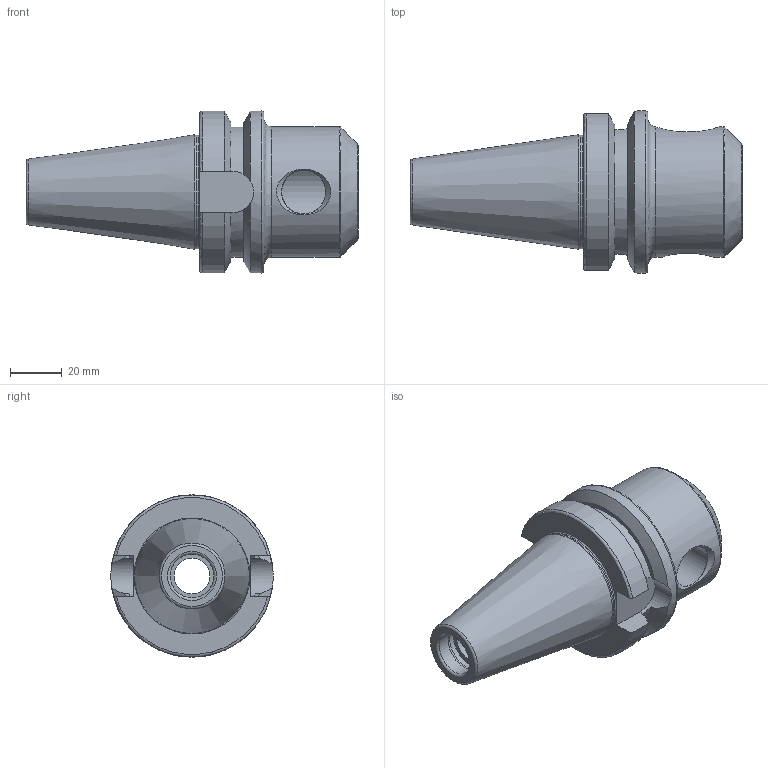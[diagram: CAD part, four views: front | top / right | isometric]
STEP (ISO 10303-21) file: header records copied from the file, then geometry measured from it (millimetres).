
FILE_DESCRIPTION(/* description */ (''),/* implementation_level */ '2;1');
FILE_NAME(/* name */ 'AH214.stp',/* time_stamp */ '2020-07-23T08:53:41+09:00',/* author */ ('eos'),/* organization */ (''),/* preprocessor_version */ 'ST-DEVELOPER v18',/* originating_system */ 'Autodesk Inventor 2020',/* authorisation */ '');
FILE_SCHEMA (('AUTOMOTIVE_DESIGN { 1 0 10303 214 3 1 1 }'));
Length unit declared in the file: millimetre
Products named in the file (1): BT40
Bounding box: 128.9 x 63 x 63 mm (x, y, z)
Volume: 156344.6 mm3; surface area: 31858.8 mm2
Topology: 1 solids, 1 shells, 55 faces, 164 edges, 117 vertices
Faces by surface type: plane 18, cylinder 16, torus 10, cone 9, sphere 2
Full cylindrical faces by diameter (mm): 13.835 x1, 17 x1, 17.323 x1, 17.6 x1, 25.4 x1, 26.6 x1, 44 x1, 50.8 x1, 63 x1
Entity records: 2142 total; most frequent: CARTESIAN_POINT 558, DIRECTION 338, ORIENTED_EDGE 328, EDGE_CURVE 164, AXIS2_PLACEMENT_3D 146, VERTEX_POINT 117, CIRCLE 90, EDGE_LOOP 65
